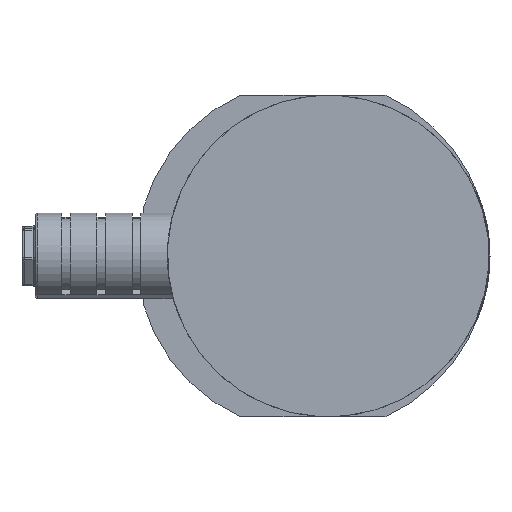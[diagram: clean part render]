
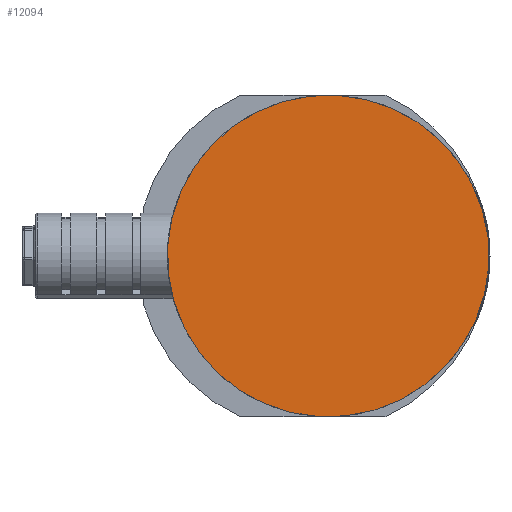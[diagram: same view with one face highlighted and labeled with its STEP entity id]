
A CAD part, left-side view. The second image highlights one B-rep face of the part: STEP entity #12094.
In plain terms, the highlighted planar face has unit normal (-1, 0, 0).
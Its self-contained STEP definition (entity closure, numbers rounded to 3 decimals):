
#576 = AXIS2_PLACEMENT_3D ( 'NONE', #7785, #4004, #24427 ) ;
#2267 = ORIENTED_EDGE ( 'NONE', *, *, #5871, .F. ) ;
#2676 = ORIENTED_EDGE ( 'NONE', *, *, #9722, .F. ) ;
#3338 = PLANE ( 'NONE',  #10928 ) ;
#4004 = DIRECTION ( 'NONE',  ( 1., 0., 0. ) ) ;
#5235 = CARTESIAN_POINT ( 'NONE',  ( -261., 0., 0. ) ) ;
#5758 = VERTEX_POINT ( 'NONE', #20829 ) ;
#5871 = EDGE_CURVE ( 'NONE', #14678, #5758, #26215, .T. ) ;
#7785 = CARTESIAN_POINT ( 'NONE',  ( -261., 0., 0. ) ) ;
#9574 = CIRCLE ( 'NONE', #576, 36.5 ) ;
#9722 = EDGE_CURVE ( 'NONE', #5758, #14678, #9574, .T. ) ;
#10928 = AXIS2_PLACEMENT_3D ( 'NONE', #17579, #25783, #19454 ) ;
#11632 = AXIS2_PLACEMENT_3D ( 'NONE', #5235, #19719, #17438 ) ;
#12094 = ADVANCED_FACE ( 'NONE', ( #13417 ), #3338, .T. ) ;
#12101 = CARTESIAN_POINT ( 'NONE',  ( -261., -2.215, 36.433 ) ) ;
#13417 = FACE_OUTER_BOUND ( 'NONE', #13647, .T. ) ;
#13647 = EDGE_LOOP ( 'NONE', ( #2676, #2267 ) ) ;
#14678 = VERTEX_POINT ( 'NONE', #12101 ) ;
#17438 = DIRECTION ( 'NONE',  ( 0., 0.061, -0.998 ) ) ;
#17579 = CARTESIAN_POINT ( 'NONE',  ( -261., 0., 0. ) ) ;
#19454 = DIRECTION ( 'NONE',  ( 0., -0.061, 0.998 ) ) ;
#19719 = DIRECTION ( 'NONE',  ( 1., 0., 0. ) ) ;
#20829 = CARTESIAN_POINT ( 'NONE',  ( -261., 2.215, -36.433 ) ) ;
#24427 = DIRECTION ( 'NONE',  ( 0., 0.061, -0.998 ) ) ;
#25783 = DIRECTION ( 'NONE',  ( -1., 0., 0. ) ) ;
#26215 = CIRCLE ( 'NONE', #11632, 36.5 ) ;
